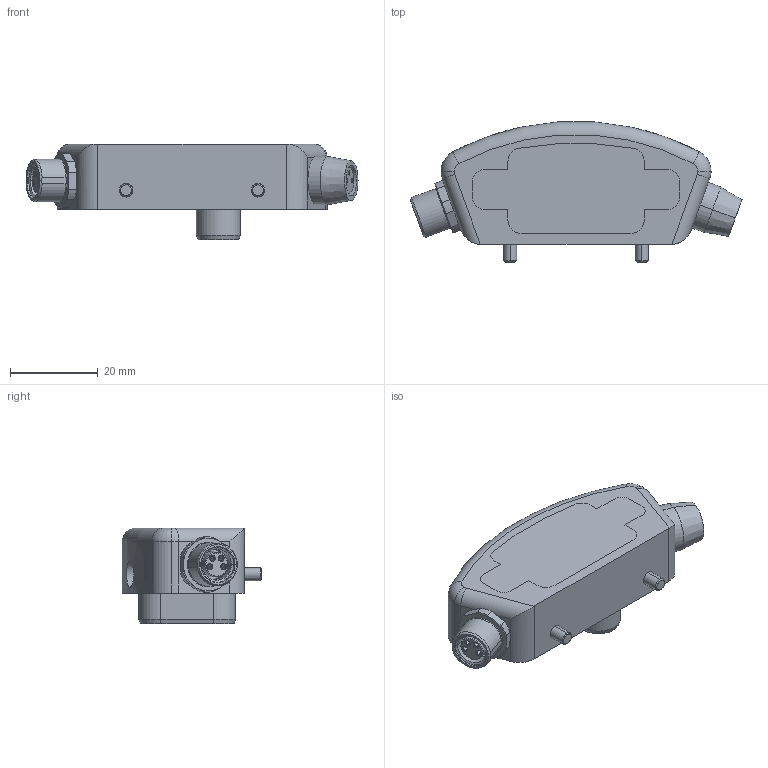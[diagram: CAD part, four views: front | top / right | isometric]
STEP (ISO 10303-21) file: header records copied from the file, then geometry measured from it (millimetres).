
FILE_DESCRIPTION (( 'STEP AP214' ), '1' );
FILE_NAME ('P1194.STEP', '2024-10-01T11:00:57', ( '' ), ( '' ), 'SwSTEP 2.0', 'SolidWorks 2024', '' );
FILE_SCHEMA (( 'AUTOMOTIVE_DESIGN' ));
Length unit declared in the file: millimetre
Products named in the file (1): P1194
Bounding box: 75.57 x 31.86 x 21.8 mm (x, y, z)
Volume: 24250.6 mm3; surface area: 15010.4 mm2
Topology: 17 solids, 19 shells, 555 faces, 1278 edges, 792 vertices
Faces by surface type: cylinder 230, plane 169, cone 98, torus 47, bspline 11
Entity records: 16937 total; most frequent: CARTESIAN_POINT 3892, DIRECTION 2858, ORIENTED_EDGE 2536, EDGE_CURVE 1268, AXIS2_PLACEMENT_3D 1159, VERTEX_POINT 792, EDGE_LOOP 640, CIRCLE 614
